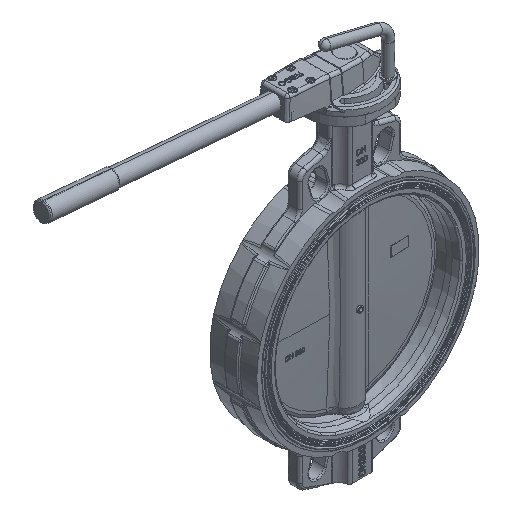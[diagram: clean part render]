
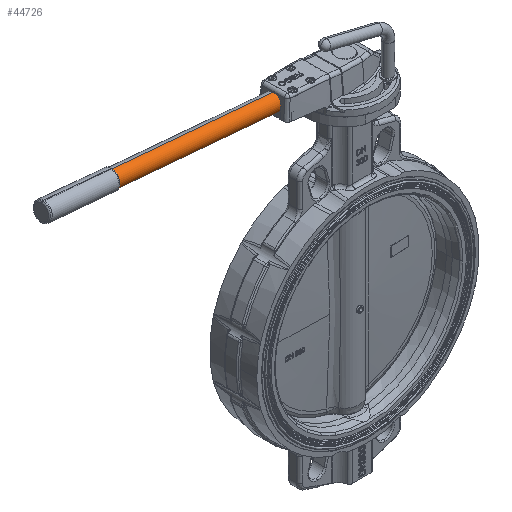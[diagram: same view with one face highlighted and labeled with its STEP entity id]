
A CAD part, isometric view. The second image highlights one B-rep face of the part: STEP entity #44726.
In plain terms, the highlighted cylindrical face has radius 13.45 mm (diameter 26.9 mm), a partial arc.
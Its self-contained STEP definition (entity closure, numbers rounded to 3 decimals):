
#3262 = CARTESIAN_POINT ( 'NONE',  ( -500.046, 0.035, 376.242 ) ) ;
#4478 = ORIENTED_EDGE ( 'NONE', *, *, #78168, .T. ) ;
#9381 = CARTESIAN_POINT ( 'NONE',  ( -499.723, -0.403, 362.72 ) ) ;
#10578 = EDGE_LOOP ( 'NONE', ( #4478, #23524, #40555, #76213 ) ) ;
#15836 = VECTOR ( 'NONE', #59847, 1000. ) ;
#21507 = EDGE_CURVE ( 'NONE', #68944, #68931, #61710, .T. ) ;
#23454 = FACE_OUTER_BOUND ( 'NONE', #10578, .T. ) ;
#23524 = ORIENTED_EDGE ( 'NONE', *, *, #30806, .T. ) ;
#26822 = AXIS2_PLACEMENT_3D ( 'NONE', #38321, #86673, #81013 ) ;
#27604 = CARTESIAN_POINT ( 'NONE',  ( -23.044, -0.437, 321.016 ) ) ;
#30806 = EDGE_CURVE ( 'NONE', #66228, #63427, #35668, .T. ) ;
#31273 = CIRCLE ( 'NONE', #26822, 13.45 ) ;
#35668 = LINE ( 'NONE', #89548, #79790 ) ;
#38321 = CARTESIAN_POINT ( 'NONE',  ( -21.872, 0.002, 334.408 ) ) ;
#38777 = CARTESIAN_POINT ( 'NONE',  ( -498.874, 0.474, 389.634 ) ) ;
#40555 = ORIENTED_EDGE ( 'NONE', *, *, #65295, .F. ) ;
#44726 = ADVANCED_FACE ( 'NONE', ( #23454 ), #81606, .T. ) ;
#45917 = DIRECTION ( 'NONE',  ( 0.087, 0.033, 0.996 ) ) ;
#48247 = CARTESIAN_POINT ( 'NONE',  ( -20.701, 0.44, 347.799 ) ) ;
#49058 = DIRECTION ( 'NONE',  ( 0.996, 0., -0.087 ) ) ;
#53351 = DIRECTION ( 'NONE',  ( 0.996, 0., -0.087 ) ) ;
#57193 = CIRCLE ( 'NONE', #91816, 13.45 ) ;
#57757 = DIRECTION ( 'NONE',  ( 0.996, 0., -0.087 ) ) ;
#59847 = DIRECTION ( 'NONE',  ( 0.996, 0., -0.087 ) ) ;
#61710 = LINE ( 'NONE', #38777, #15836 ) ;
#63427 = VERTEX_POINT ( 'NONE', #27604 ) ;
#65295 = EDGE_CURVE ( 'NONE', #68931, #63427, #31273, .T. ) ;
#66228 = VERTEX_POINT ( 'NONE', #9381 ) ;
#68931 = VERTEX_POINT ( 'NONE', #48247 ) ;
#68944 = VERTEX_POINT ( 'NONE', #84856 ) ;
#76213 = ORIENTED_EDGE ( 'NONE', *, *, #21507, .F. ) ;
#78168 = EDGE_CURVE ( 'NONE', #68944, #66228, #57193, .T. ) ;
#79790 = VECTOR ( 'NONE', #53351, 1000. ) ;
#81013 = DIRECTION ( 'NONE',  ( 0.003, -0.999, 0.032 ) ) ;
#81606 = CYLINDRICAL_SURFACE ( 'NONE', #92572, 13.45 ) ;
#84856 = CARTESIAN_POINT ( 'NONE',  ( -497.38, 0.473, 389.503 ) ) ;
#85523 = DIRECTION ( 'NONE',  ( -0.087, 0., -0.996 ) ) ;
#86673 = DIRECTION ( 'NONE',  ( 0.996, 0., -0.087 ) ) ;
#89548 = CARTESIAN_POINT ( 'NONE',  ( -501.217, -0.403, 362.851 ) ) ;
#91816 = AXIS2_PLACEMENT_3D ( 'NONE', #92542, #57757, #85523 ) ;
#92542 = CARTESIAN_POINT ( 'NONE',  ( -498.551, 0.035, 376.112 ) ) ;
#92572 = AXIS2_PLACEMENT_3D ( 'NONE', #3262, #49058, #45917 ) ;
